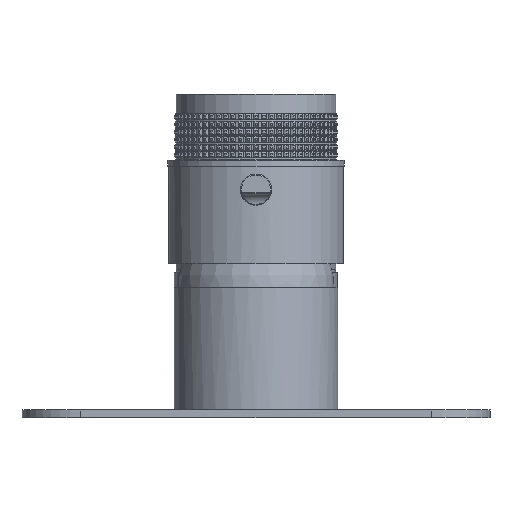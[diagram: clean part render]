
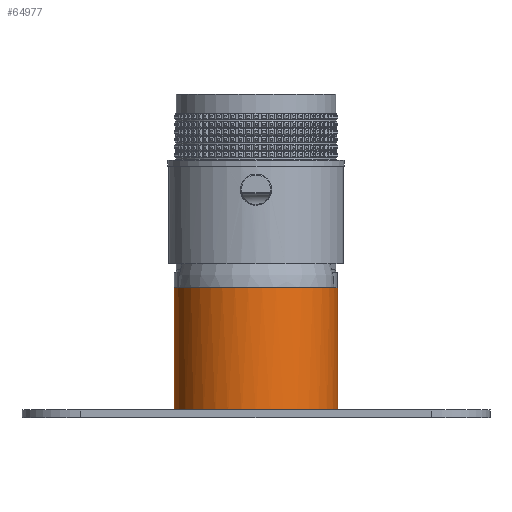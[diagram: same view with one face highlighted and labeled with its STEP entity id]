
A CAD part, front view. The second image highlights one B-rep face of the part: STEP entity #64977.
In plain terms, the highlighted cylindrical face has radius 21 mm (diameter 42 mm), a full revolution.
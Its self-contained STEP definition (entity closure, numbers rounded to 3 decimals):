
#3481 = DIRECTION ( 'NONE',  ( 0., 0., -1. ) ) ;
#8458 = DIRECTION ( 'NONE',  ( 0.095, 0.995, 0. ) ) ;
#9257 = AXIS2_PLACEMENT_3D ( 'NONE', #17423, #90438, #8458 ) ;
#17268 = CIRCLE ( 'NONE', #61226, 21. ) ;
#17423 = CARTESIAN_POINT ( 'NONE',  ( 0., 0., 59. ) ) ;
#18732 = CIRCLE ( 'NONE', #43566, 21. ) ;
#28544 = CARTESIAN_POINT ( 'NONE',  ( -2.004, -20.904, 59. ) ) ;
#33297 = EDGE_LOOP ( 'NONE', ( #116908 ) ) ;
#39997 = CARTESIAN_POINT ( 'NONE',  ( 0., 0., 25.7 ) ) ;
#40787 = DIRECTION ( 'NONE',  ( -0.095, -0.995, 0. ) ) ;
#43566 = AXIS2_PLACEMENT_3D ( 'NONE', #70081, #59902, #40787 ) ;
#43742 = FACE_OUTER_BOUND ( 'NONE', #61039, .T. ) ;
#45311 = CARTESIAN_POINT ( 'NONE',  ( -21., 0., 25.7 ) ) ;
#47678 = VERTEX_POINT ( 'NONE', #28544 ) ;
#58039 = ORIENTED_EDGE ( 'NONE', *, *, #64787, .F. ) ;
#59902 = DIRECTION ( 'NONE',  ( 0., 0., 1. ) ) ;
#61039 = EDGE_LOOP ( 'NONE', ( #58039 ) ) ;
#61226 = AXIS2_PLACEMENT_3D ( 'NONE', #39997, #3481, #76479 ) ;
#64787 = EDGE_CURVE ( 'NONE', #47678, #47678, #18732, .T. ) ;
#64977 = ADVANCED_FACE ( 'NONE', ( #43742, #89846 ), #99422, .T. ) ;
#69709 = EDGE_CURVE ( 'NONE', #92584, #92584, #17268, .T. ) ;
#70081 = CARTESIAN_POINT ( 'NONE',  ( 0., 0., 59. ) ) ;
#76479 = DIRECTION ( 'NONE',  ( -1., 0., 0. ) ) ;
#89846 = FACE_OUTER_BOUND ( 'NONE', #33297, .T. ) ;
#90438 = DIRECTION ( 'NONE',  ( 0., 0., -1. ) ) ;
#92584 = VERTEX_POINT ( 'NONE', #45311 ) ;
#99422 = CYLINDRICAL_SURFACE ( 'NONE', #9257, 21. ) ;
#116908 = ORIENTED_EDGE ( 'NONE', *, *, #69709, .F. ) ;
